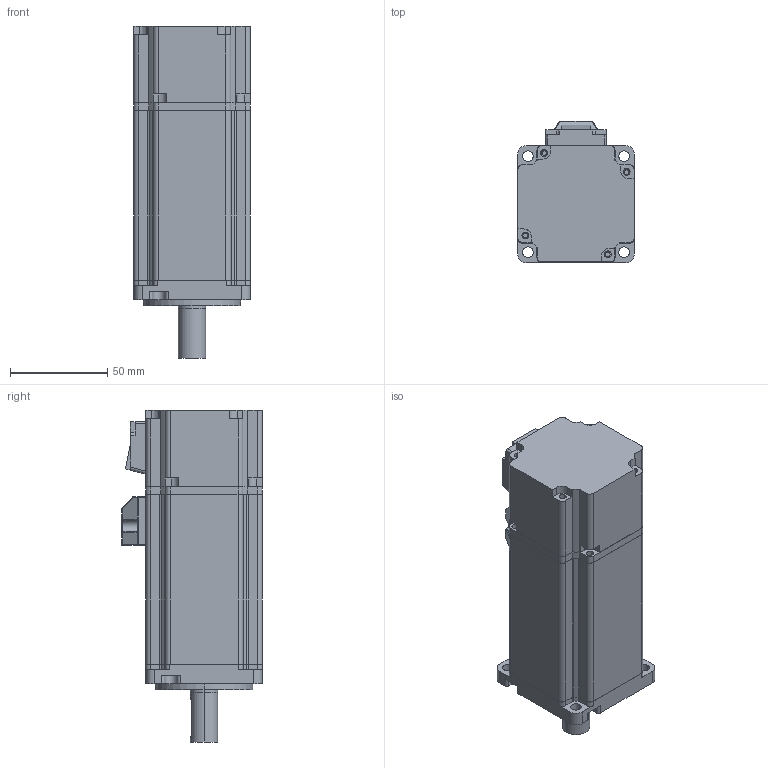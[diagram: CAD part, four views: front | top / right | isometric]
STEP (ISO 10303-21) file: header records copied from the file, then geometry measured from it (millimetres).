
FILE_DESCRIPTION (( 'STEP AP203' ), '1' );
FILE_NAME ('60C400W装配.STEP', '2020-12-16T06:24:42', ( '微软用户' ), ( '微软公司' ), 'SwSTEP 2.0', 'SolidWorks 2016', '' );
FILE_SCHEMA (( 'CONFIG_CONTROL_DESIGN' ));
Length unit declared in the file: millimetre
Products named in the file (10): 60C儂褲; 60 C 400W 湮晤鎢ん粣; 晤鎢ん盄揤啣; 雄薯盄揤啣; 60ヶ裔; 60C400W蚾饜; 60綴裔; 60綴欶; 6000; 6202
Assembly tree (9 placements, depth 2):
  60C400W蚾饜
    60ヶ裔
    60綴裔
    60綴欶
    6000
    6202
    60C儂褲
    60 C 400W 湮晤鎢ん粣
    晤鎢ん盄揤啣
    雄薯盄揤啣
Bounding box: 60.2 x 72.6 x 171 mm (x, y, z)
Volume: 212542 mm3; surface area: 106653.8 mm2
Topology: 9 solids, 9 shells, 552 faces, 1416 edges, 913 vertices
Faces by surface type: cylinder 308, plane 186, torus 24, cone 20, sphere 12, bspline 2
Entity records: 18635 total; most frequent: CARTESIAN_POINT 3523, DIRECTION 3122, ORIENTED_EDGE 2816, EDGE_CURVE 1408, AXIS2_PLACEMENT_3D 1210, VERTEX_POINT 913, VECTOR 702, LINE 702
